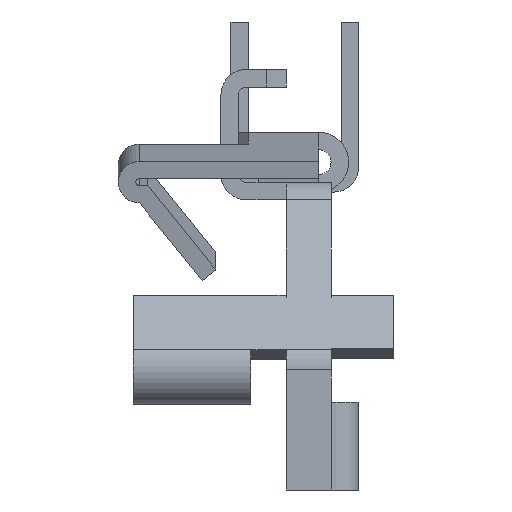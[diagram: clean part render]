
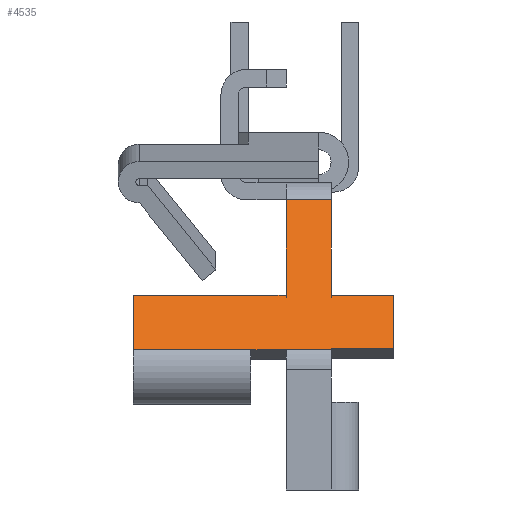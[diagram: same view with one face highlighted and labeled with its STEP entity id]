
A CAD part, left-side view. The second image highlights one B-rep face of the part: STEP entity #4535.
In plain terms, the highlighted planar face has unit normal (-0.819, 0, 0.574).
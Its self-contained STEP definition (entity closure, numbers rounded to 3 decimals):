
#1043=DIRECTION('',(0.574,0.,0.819));
#1044=VECTOR('',#1043,2.329);
#1045=CARTESIAN_POINT('',(-11.871,0.175,-3.259));
#1046=LINE('',#1045,#1044);
#1223=DIRECTION('',(0.574,0.,0.819));
#1224=VECTOR('',#1223,2.329);
#1225=CARTESIAN_POINT('',(-11.871,-0.725,-3.259));
#1226=LINE('',#1225,#1224);
#1275=DIRECTION('',(0.574,0.,0.819));
#1276=VECTOR('',#1275,0.03);
#1277=CARTESIAN_POINT('',(-12.633,-0.725,-4.348));
#1278=LINE('',#1277,#1276);
#1351=DIRECTION('',(-0.574,0.,-0.819));
#1352=VECTOR('',#1351,1.3);
#1353=CARTESIAN_POINT('',(-11.871,-1.975,-3.259));
#1354=LINE('',#1353,#1352);
#1371=DIRECTION('',(0.,-1.,0.));
#1372=VECTOR('',#1371,1.25);
#1373=CARTESIAN_POINT('',(-12.616,-0.725,-4.324));
#1374=LINE('',#1373,#1372);
#1375=DIRECTION('',(0.,1.,0.));
#1376=VECTOR('',#1375,0.7);
#1377=CARTESIAN_POINT('',(-12.633,0.175,-4.348));
#1378=LINE('',#1377,#1376);
#1379=DIRECTION('',(0.,-1.,0.));
#1380=VECTOR('',#1379,1.25);
#1381=CARTESIAN_POINT('',(-11.871,-0.725,-3.259));
#1382=LINE('',#1381,#1380);
#1388=DIRECTION('',(0.,-1.,0.));
#1389=VECTOR('',#1388,0.9);
#1390=CARTESIAN_POINT('',(-12.633,0.175,-4.348));
#1391=LINE('',#1390,#1389);
#1405=DIRECTION('',(0.,-1.,0.));
#1406=VECTOR('',#1405,2.35);
#1407=CARTESIAN_POINT('',(-12.633,3.225,-4.348));
#1408=LINE('',#1407,#1406);
#1557=DIRECTION('',(0.574,0.,0.819));
#1558=VECTOR('',#1557,1.33);
#1559=CARTESIAN_POINT('',(-12.633,3.225,-4.348));
#1560=LINE('',#1559,#1558);
#1649=DIRECTION('',(0.,1.,0.));
#1650=VECTOR('',#1649,3.05);
#1651=CARTESIAN_POINT('',(-11.871,0.175,-3.259));
#1652=LINE('',#1651,#1650);
#2216=DIRECTION('',(0.,-1.,0.));
#2217=VECTOR('',#2216,0.9);
#2218=CARTESIAN_POINT('',(-10.535,0.175,-1.351));
#2219=LINE('',#2218,#2217);
#2497=CARTESIAN_POINT('',(-12.633,-0.725,-4.348));
#2499=VERTEX_POINT('',#2497);
#2508=CARTESIAN_POINT('',(-10.535,0.175,-1.351));
#2509=CARTESIAN_POINT('',(-10.535,-0.725,-1.351));
#2510=VERTEX_POINT('',#2508);
#2511=VERTEX_POINT('',#2509);
#2766=CARTESIAN_POINT('',(-11.871,0.175,-3.259));
#2767=VERTEX_POINT('',#2766);
#2768=CARTESIAN_POINT('',(-12.633,3.225,-4.348));
#2769=CARTESIAN_POINT('',(-11.871,3.225,-3.259));
#2770=VERTEX_POINT('',#2768);
#2771=VERTEX_POINT('',#2769);
#2805=CARTESIAN_POINT('',(-11.871,-1.975,-3.259));
#2807=VERTEX_POINT('',#2805);
#2808=CARTESIAN_POINT('',(-12.616,-1.975,-4.324));
#2809=VERTEX_POINT('',#2808);
#2821=CARTESIAN_POINT('',(-11.871,-0.725,-3.259));
#2823=VERTEX_POINT('',#2821);
#2824=CARTESIAN_POINT('',(-12.616,-0.725,-4.324));
#2826=VERTEX_POINT('',#2824);
#2845=CARTESIAN_POINT('',(-12.633,0.175,-4.348));
#2847=VERTEX_POINT('',#2845);
#2849=CARTESIAN_POINT('',(-12.633,0.875,-4.348));
#2851=VERTEX_POINT('',#2849);
#4511=CARTESIAN_POINT('',(-12.633,0.175,-4.348));
#4512=DIRECTION('',(-0.819,0.,0.574));
#4513=DIRECTION('',(0.574,0.,0.819));
#4514=AXIS2_PLACEMENT_3D('',#4511,#4512,#4513);
#4515=PLANE('',#4514);
#4516=ORIENTED_EDGE('',*,*,#4201,.T.);
#4518=ORIENTED_EDGE('',*,*,#4517,.F.);
#4520=ORIENTED_EDGE('',*,*,#4519,.T.);
#4522=ORIENTED_EDGE('',*,*,#4521,.F.);
#4523=ORIENTED_EDGE('',*,*,#4093,.T.);
#4525=ORIENTED_EDGE('',*,*,#4524,.T.);
#4526=ORIENTED_EDGE('',*,*,#4372,.F.);
#4527=ORIENTED_EDGE('',*,*,#4463,.T.);
#4528=ORIENTED_EDGE('',*,*,#4477,.T.);
#4529=ORIENTED_EDGE('',*,*,#4504,.F.);
#4530=ORIENTED_EDGE('',*,*,#4403,.F.);
#4532=ORIENTED_EDGE('',*,*,#4531,.F.);
#4533=EDGE_LOOP('',(#4516,#4518,#4520,#4522,#4523,#4525,#4526,#4527,#4528,#4529,
#4530,#4532));
#4534=FACE_OUTER_BOUND('',#4533,.F.);
#4535=ADVANCED_FACE('',(#4534),#4515,.T.);
#4093=EDGE_CURVE('',#2767,#2510,#1046,.T.);
#4201=EDGE_CURVE('',#2847,#2851,#1378,.T.);
#4372=EDGE_CURVE('',#2823,#2511,#1226,.T.);
#4403=EDGE_CURVE('',#2499,#2826,#1278,.T.);
#4463=EDGE_CURVE('',#2823,#2807,#1382,.T.);
#4477=EDGE_CURVE('',#2807,#2809,#1354,.T.);
#4504=EDGE_CURVE('',#2826,#2809,#1374,.T.);
#4517=EDGE_CURVE('',#2770,#2851,#1408,.T.);
#4519=EDGE_CURVE('',#2770,#2771,#1560,.T.);
#4521=EDGE_CURVE('',#2767,#2771,#1652,.T.);
#4524=EDGE_CURVE('',#2510,#2511,#2219,.T.);
#4531=EDGE_CURVE('',#2847,#2499,#1391,.T.);
